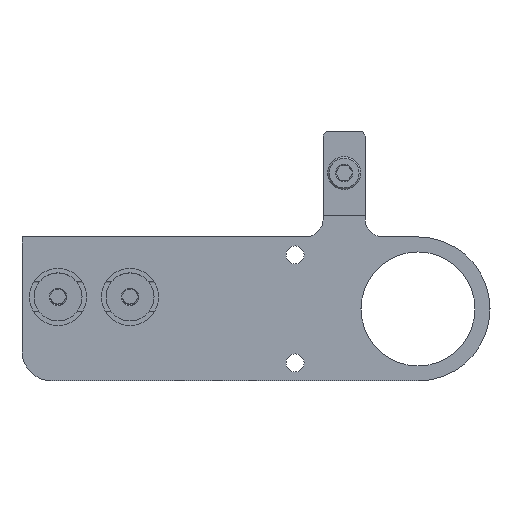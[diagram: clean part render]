
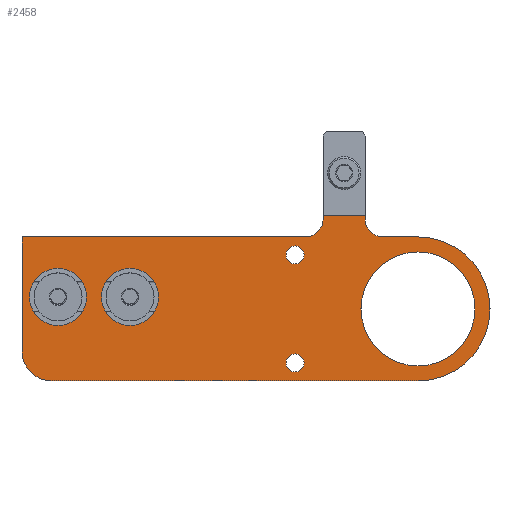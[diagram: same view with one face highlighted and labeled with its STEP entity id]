
A CAD part, left-side view. The second image highlights one B-rep face of the part: STEP entity #2458.
In plain terms, the highlighted planar face has unit normal (-1, 0, 0).
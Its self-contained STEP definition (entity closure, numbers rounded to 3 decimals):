
#40=FACE_BOUND('',#383,.T.);
#41=FACE_BOUND('',#384,.T.);
#42=FACE_BOUND('',#385,.T.);
#43=FACE_BOUND('',#386,.T.);
#44=FACE_BOUND('',#387,.T.);
#45=FACE_BOUND('',#388,.T.);
#74=PLANE('',#2659);
#236=FACE_OUTER_BOUND('',#382,.T.);
#382=EDGE_LOOP('',(#2079,#2080,#2081,#2082,#2083,#2084,#2085,#2086,#2087,
#2088,#2089,#2090,#2091));
#383=EDGE_LOOP('',(#2092));
#384=EDGE_LOOP('',(#2093));
#385=EDGE_LOOP('',(#2094));
#386=EDGE_LOOP('',(#2095));
#387=EDGE_LOOP('',(#2096));
#388=EDGE_LOOP('',(#2097));
#464=CIRCLE('',#2657,1.);
#465=CIRCLE('',#2660,3.);
#466=CIRCLE('',#2661,5.);
#467=CIRCLE('',#2662,12.);
#468=CIRCLE('',#2663,3.);
#469=CIRCLE('',#2664,1.);
#470=CIRCLE('',#2665,1.25);
#471=CIRCLE('',#2666,1.5);
#472=CIRCLE('',#2667,1.5);
#473=CIRCLE('',#2668,4.75);
#474=CIRCLE('',#2669,9.5);
#475=CIRCLE('',#2670,4.75);
#724=LINE('',#9940,#878);
#727=LINE('',#9946,#881);
#728=LINE('',#9950,#882);
#729=LINE('',#9952,#883);
#730=LINE('',#9956,#884);
#731=LINE('',#9960,#885);
#732=LINE('',#9964,#886);
#878=VECTOR('',#3098,10.);
#881=VECTOR('',#3103,10.);
#882=VECTOR('',#3106,10.);
#883=VECTOR('',#3107,10.);
#884=VECTOR('',#3110,10.);
#885=VECTOR('',#3113,10.);
#886=VECTOR('',#3116,10.);
#1111=VERTEX_POINT('',#9933);
#1112=VERTEX_POINT('',#9935);
#1113=VERTEX_POINT('',#9939);
#1115=VERTEX_POINT('',#9945);
#1116=VERTEX_POINT('',#9947);
#1117=VERTEX_POINT('',#9949);
#1118=VERTEX_POINT('',#9951);
#1119=VERTEX_POINT('',#9953);
#1120=VERTEX_POINT('',#9955);
#1121=VERTEX_POINT('',#9957);
#1122=VERTEX_POINT('',#9959);
#1123=VERTEX_POINT('',#9961);
#1124=VERTEX_POINT('',#9963);
#1125=VERTEX_POINT('',#9966);
#1126=VERTEX_POINT('',#9968);
#1127=VERTEX_POINT('',#9970);
#1128=VERTEX_POINT('',#9972);
#1129=VERTEX_POINT('',#9974);
#1130=VERTEX_POINT('',#9976);
#1442=EDGE_CURVE('',#1111,#1112,#464,.T.);
#1444=EDGE_CURVE('',#1113,#1112,#724,.T.);
#1447=EDGE_CURVE('',#1115,#1111,#727,.T.);
#1448=EDGE_CURVE('',#1116,#1115,#465,.T.);
#1449=EDGE_CURVE('',#1116,#1117,#728,.T.);
#1450=EDGE_CURVE('',#1117,#1118,#729,.T.);
#1451=EDGE_CURVE('',#1118,#1119,#466,.T.);
#1452=EDGE_CURVE('',#1119,#1120,#730,.T.);
#1453=EDGE_CURVE('',#1120,#1121,#467,.T.);
#1454=EDGE_CURVE('',#1121,#1122,#731,.T.);
#1455=EDGE_CURVE('',#1123,#1122,#468,.T.);
#1456=EDGE_CURVE('',#1123,#1124,#732,.T.);
#1457=EDGE_CURVE('',#1113,#1124,#469,.T.);
#1458=EDGE_CURVE('',#1125,#1125,#470,.T.);
#1459=EDGE_CURVE('',#1126,#1126,#471,.T.);
#1460=EDGE_CURVE('',#1127,#1127,#472,.T.);
#1461=EDGE_CURVE('',#1128,#1128,#473,.T.);
#1462=EDGE_CURVE('',#1129,#1129,#474,.T.);
#1463=EDGE_CURVE('',#1130,#1130,#475,.T.);
#2079=ORIENTED_EDGE('',*,*,#1442,.F.);
#2080=ORIENTED_EDGE('',*,*,#1447,.F.);
#2081=ORIENTED_EDGE('',*,*,#1448,.F.);
#2082=ORIENTED_EDGE('',*,*,#1449,.T.);
#2083=ORIENTED_EDGE('',*,*,#1450,.T.);
#2084=ORIENTED_EDGE('',*,*,#1451,.T.);
#2085=ORIENTED_EDGE('',*,*,#1452,.T.);
#2086=ORIENTED_EDGE('',*,*,#1453,.T.);
#2087=ORIENTED_EDGE('',*,*,#1454,.T.);
#2088=ORIENTED_EDGE('',*,*,#1455,.F.);
#2089=ORIENTED_EDGE('',*,*,#1456,.T.);
#2090=ORIENTED_EDGE('',*,*,#1457,.F.);
#2091=ORIENTED_EDGE('',*,*,#1444,.T.);
#2092=ORIENTED_EDGE('',*,*,#1458,.T.);
#2093=ORIENTED_EDGE('',*,*,#1459,.T.);
#2094=ORIENTED_EDGE('',*,*,#1460,.T.);
#2095=ORIENTED_EDGE('',*,*,#1461,.F.);
#2096=ORIENTED_EDGE('',*,*,#1462,.T.);
#2097=ORIENTED_EDGE('',*,*,#1463,.F.);
#2458=ADVANCED_FACE('',(#236,#40,#41,#42,#43,#44,#45),#74,.T.);
#2657=AXIS2_PLACEMENT_3D('',#9936,#3093,#3094);
#2659=AXIS2_PLACEMENT_3D('',#9944,#3101,#3102);
#2660=AXIS2_PLACEMENT_3D('',#9948,#3104,#3105);
#2661=AXIS2_PLACEMENT_3D('',#9954,#3108,#3109);
#2662=AXIS2_PLACEMENT_3D('',#9958,#3111,#3112);
#2663=AXIS2_PLACEMENT_3D('',#9962,#3114,#3115);
#2664=AXIS2_PLACEMENT_3D('',#9965,#3117,#3118);
#2665=AXIS2_PLACEMENT_3D('',#9967,#3119,#3120);
#2666=AXIS2_PLACEMENT_3D('',#9969,#3121,#3122);
#2667=AXIS2_PLACEMENT_3D('',#9971,#3123,#3124);
#2668=AXIS2_PLACEMENT_3D('',#9973,#3125,#3126);
#2669=AXIS2_PLACEMENT_3D('',#9975,#3127,#3128);
#2670=AXIS2_PLACEMENT_3D('',#9977,#3129,#3130);
#3093=DIRECTION('center_axis',(1.,0.,0.));
#3094=DIRECTION('ref_axis',(0.,0.707,0.707));
#3098=DIRECTION('',(0.,1.,0.));
#3101=DIRECTION('center_axis',(-1.,0.,0.));
#3102=DIRECTION('ref_axis',(0.,-1.,0.));
#3103=DIRECTION('',(0.,0.,1.));
#3104=DIRECTION('center_axis',(-1.,0.,0.));
#3105=DIRECTION('ref_axis',(0.,-0.707,-0.707));
#3106=DIRECTION('',(0.,1.,0.));
#3107=DIRECTION('',(0.,0.,-1.));
#3108=DIRECTION('center_axis',(-1.,0.,0.));
#3109=DIRECTION('ref_axis',(0.,1.,0.));
#3110=DIRECTION('',(0.,-1.,0.));
#3111=DIRECTION('center_axis',(-1.,0.,0.));
#3112=DIRECTION('ref_axis',(0.,0.,
-1.));
#3113=DIRECTION('',(0.,1.,0.));
#3114=DIRECTION('center_axis',(-1.,0.,0.));
#3115=DIRECTION('ref_axis',(0.,0.707,-0.707));
#3116=DIRECTION('',(0.,0.,1.));
#3117=DIRECTION('center_axis',(1.,0.,0.));
#3118=DIRECTION('ref_axis',(0.,-0.707,0.707));
#3119=DIRECTION('center_axis',(1.,0.,0.));
#3120=DIRECTION('ref_axis',(0.,-1.,0.));
#3121=DIRECTION('center_axis',(1.,0.,0.));
#3122=DIRECTION('ref_axis',(0.,-1.,0.));
#3123=DIRECTION('center_axis',(1.,0.,0.));
#3124=DIRECTION('ref_axis',(0.,-1.,0.));
#3125=DIRECTION('center_axis',(-1.,0.,0.));
#3126=DIRECTION('ref_axis',(0.,-1.,0.));
#3127=DIRECTION('center_axis',(1.,0.,0.));
#3128=DIRECTION('ref_axis',(0.,-1.,0.));
#3129=DIRECTION('center_axis',(-1.,0.,0.));
#3130=DIRECTION('ref_axis',(0.,-1.,0.));
#9933=CARTESIAN_POINT('',(-7.,-0.196,36.65));
#9935=CARTESIAN_POINT('',(-7.,-1.196,37.65));
#9936=CARTESIAN_POINT('Origin',(-7.,-1.196,36.65));
#9939=CARTESIAN_POINT('',(-7.,-6.196,37.65));
#9940=CARTESIAN_POINT('',(-7.,-1.946,37.65));
#9944=CARTESIAN_POINT('Origin',(-7.,-0.196,20.));
#9945=CARTESIAN_POINT('',(-7.,-0.196,23.));
#9946=CARTESIAN_POINT('',(-7.,-0.196,20.));
#9947=CARTESIAN_POINT('',(-7.,2.804,20.));
#9948=CARTESIAN_POINT('Origin',(-7.,2.804,23.));
#9949=CARTESIAN_POINT('',(-7.,50.,20.));
#9950=CARTESIAN_POINT('',(-7.,0.,20.));
#9951=CARTESIAN_POINT('',(-7.,50.,1.));
#9952=CARTESIAN_POINT('',(-7.,50.,20.));
#9953=CARTESIAN_POINT('',(-7.,45.,-4.));
#9954=CARTESIAN_POINT('Origin',(-7.,45.,1.));
#9955=CARTESIAN_POINT('',(-7.,-16.,-4.));
#9956=CARTESIAN_POINT('',(-7.,45.,-4.));
#9957=CARTESIAN_POINT('',(-7.,-16.,20.));
#9958=CARTESIAN_POINT('Origin',(-7.,-16.,8.));
#9959=CARTESIAN_POINT('',(-7.,-10.196,20.));
#9960=CARTESIAN_POINT('',(-7.,0.,20.));
#9961=CARTESIAN_POINT('',(-7.,-7.196,23.));
#9962=CARTESIAN_POINT('Origin',(-7.,-10.196,23.));
#9963=CARTESIAN_POINT('',(-7.,-7.196,36.65));
#9964=CARTESIAN_POINT('',(-7.,-7.196,20.));
#9965=CARTESIAN_POINT('Origin',(-7.,-6.196,36.65));
#9966=CARTESIAN_POINT('',(-7.,-2.446,30.65));
#9967=CARTESIAN_POINT('Origin',(-7.,-3.696,30.65));
#9968=CARTESIAN_POINT('',(-7.,6.,-1.));
#9969=CARTESIAN_POINT('Origin',(-7.,4.5,-1.));
#9970=CARTESIAN_POINT('',(-7.,6.,17.));
#9971=CARTESIAN_POINT('Origin',(-7.,4.5,17.));
#9972=CARTESIAN_POINT('',(-7.,48.75,10.));
#9973=CARTESIAN_POINT('Origin',(-7.,44.,10.));
#9974=CARTESIAN_POINT('',(-7.,-6.5,8.));
#9975=CARTESIAN_POINT('Origin',(-7.,-16.,8.));
#9976=CARTESIAN_POINT('',(-7.,36.75,10.));
#9977=CARTESIAN_POINT('Origin',(-7.,32.,10.));
